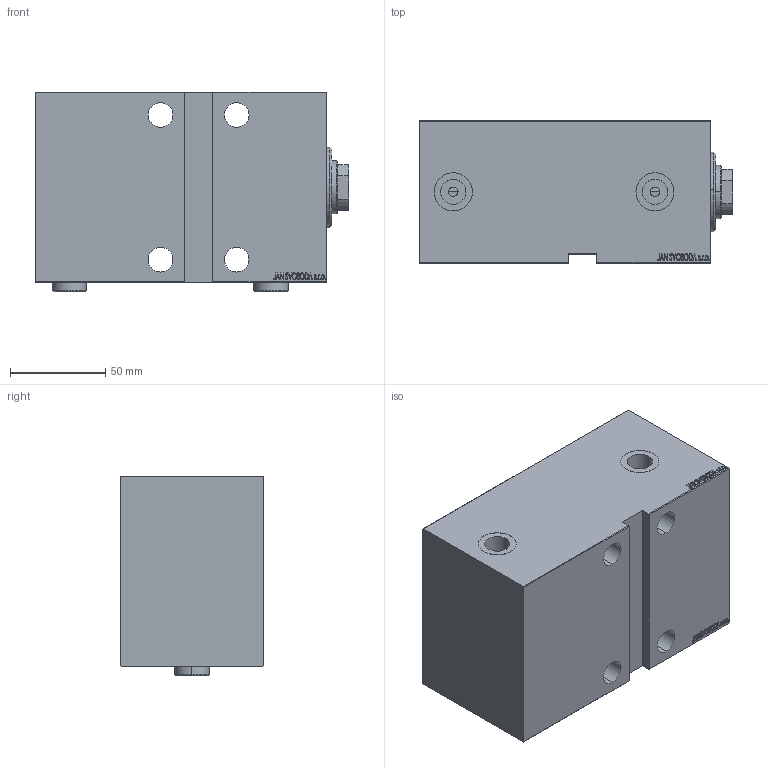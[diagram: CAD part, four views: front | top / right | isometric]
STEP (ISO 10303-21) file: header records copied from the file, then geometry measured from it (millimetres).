
FILE_DESCRIPTION (( 'STEP AP203' ), '1' );
FILE_NAME ('dba4.STEP', '2024-02-12T14:07:11', ( '' ), ( '' ), 'SwSTEP 2.0', 'SolidWorks 2019', '' );
FILE_SCHEMA (( 'CONFIG_CONTROL_DESIGN' ));
Length unit declared in the file: millimetre
Products named in the file (5): dba4; V450CM_G_Body 11a801a5180b982f7fc8b846d902b98a; V450CM_G_VCP 11a801a5180b982f7fc8b846d902b98a; V450CM_VC_G 11a801a5180b982f7fc8b846d902b98a; Zatka_OIL_PORT 11a801a5180b982f7fc8b846d902b98a
Assembly tree (5 placements, depth 2):
  dba4
    V450CM_G_Body 11a801a5180b982f7fc8b846d902b98a
    V450CM_G_VCP 11a801a5180b982f7fc8b846d902b98a
    V450CM_VC_G 11a801a5180b982f7fc8b846d902b98a
    Zatka_OIL_PORT 11a801a5180b982f7fc8b846d902b98a  x2
Bounding box: 165 x 75 x 104.9 mm (x, y, z)
Volume: 964499.5 mm3; surface area: 138004.3 mm2
Topology: 5 solids, 5 shells, 912 faces, 2320 edges, 1533 vertices
Faces by surface type: plane 446, bspline 380, cylinder 68, cone 18
Entity records: 44393 total; most frequent: CARTESIAN_POINT 24676, ORIENTED_EDGE 4556, DIRECTION 2694, EDGE_CURVE 2278, VERTEX_POINT 1509, VECTOR 1360, LINE 1360, EDGE_LOOP 1023
